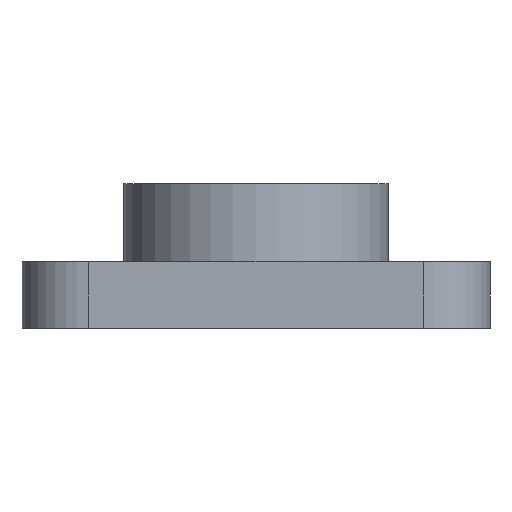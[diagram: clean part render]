
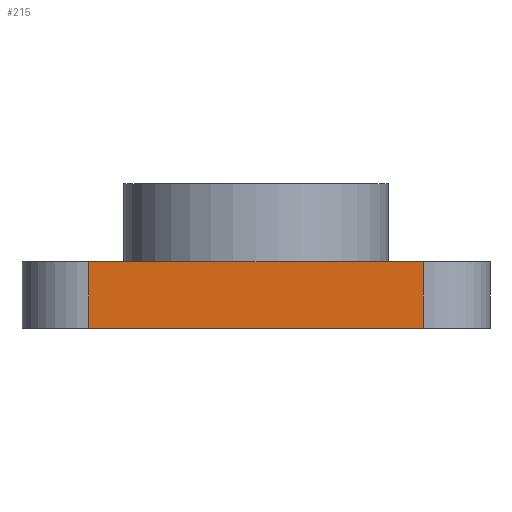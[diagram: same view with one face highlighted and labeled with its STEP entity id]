
A CAD part, front view. The second image highlights one B-rep face of the part: STEP entity #215.
In plain terms, the highlighted planar face has unit normal (0, -1, 0).
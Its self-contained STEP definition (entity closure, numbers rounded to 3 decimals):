
#29 = EDGE_LOOP ( 'NONE', ( #692, #813, #333, #1280 ) ) ;
#41 = DIRECTION ( 'NONE',  ( 0., 0., 1. ) ) ;
#139 = CARTESIAN_POINT ( 'NONE',  ( 74.926, 0., 0. ) ) ;
#215 = ADVANCED_FACE ( 'NONE', ( #1045 ), #1091, .F. ) ;
#233 = VECTOR ( 'NONE', #444, 1000. ) ;
#254 = DIRECTION ( 'NONE',  ( 0., 1., 0. ) ) ;
#282 = CARTESIAN_POINT ( 'NONE',  ( 139.326, 0., 12.7 ) ) ;
#322 = VERTEX_POINT ( 'NONE', #1218 ) ;
#333 = ORIENTED_EDGE ( 'NONE', *, *, #746, .F. ) ;
#359 = DIRECTION ( 'NONE',  ( 0., 0., -1. ) ) ;
#444 = DIRECTION ( 'NONE',  ( 1., 0., 0. ) ) ;
#473 = CARTESIAN_POINT ( 'NONE',  ( 74.926, 0., 0. ) ) ;
#483 = CARTESIAN_POINT ( 'NONE',  ( 139.326, 0., 0. ) ) ;
#506 = DIRECTION ( 'NONE',  ( 0., 0., 1. ) ) ;
#517 = VECTOR ( 'NONE', #1182, 1000. ) ;
#672 = VERTEX_POINT ( 'NONE', #139 ) ;
#692 = ORIENTED_EDGE ( 'NONE', *, *, #1155, .T. ) ;
#740 = CARTESIAN_POINT ( 'NONE',  ( 62.126, 0., 12.7 ) ) ;
#746 = EDGE_CURVE ( 'NONE', #322, #1340, #766, .T. ) ;
#751 = CARTESIAN_POINT ( 'NONE',  ( 62.126, 0., 12.7 ) ) ;
#766 = LINE ( 'NONE', #740, #233 ) ;
#813 = ORIENTED_EDGE ( 'NONE', *, *, #1077, .T. ) ;
#944 = VECTOR ( 'NONE', #506, 1000. ) ;
#1025 = EDGE_CURVE ( 'NONE', #322, #672, #1283, .T. ) ;
#1045 = FACE_OUTER_BOUND ( 'NONE', #29, .T. ) ;
#1077 = EDGE_CURVE ( 'NONE', #1243, #1340, #1322, .T. ) ;
#1081 = LINE ( 'NONE', #1268, #517 ) ;
#1091 = PLANE ( 'NONE',  #1316 ) ;
#1155 = EDGE_CURVE ( 'NONE', #672, #1243, #1081, .T. ) ;
#1182 = DIRECTION ( 'NONE',  ( 1., 0., 0. ) ) ;
#1218 = CARTESIAN_POINT ( 'NONE',  ( 74.926, 0., 12.7 ) ) ;
#1243 = VERTEX_POINT ( 'NONE', #483 ) ;
#1253 = VECTOR ( 'NONE', #359, 1000. ) ;
#1268 = CARTESIAN_POINT ( 'NONE',  ( 62.126, 0., 0. ) ) ;
#1280 = ORIENTED_EDGE ( 'NONE', *, *, #1025, .T. ) ;
#1283 = LINE ( 'NONE', #473, #1253 ) ;
#1315 = CARTESIAN_POINT ( 'NONE',  ( 139.326, 0., 12.7 ) ) ;
#1316 = AXIS2_PLACEMENT_3D ( 'NONE', #751, #254, #41 ) ;
#1322 = LINE ( 'NONE', #1315, #944 ) ;
#1340 = VERTEX_POINT ( 'NONE', #282 ) ;
